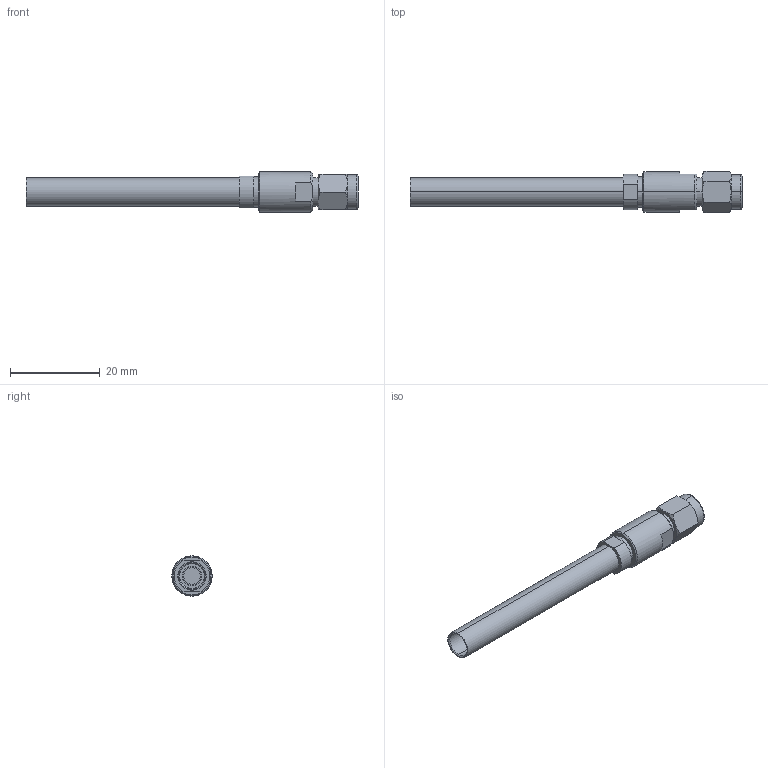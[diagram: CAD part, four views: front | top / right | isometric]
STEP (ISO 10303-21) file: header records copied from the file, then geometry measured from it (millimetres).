
FILE_DESCRIPTION (( 'STEP AP203' ), '1' );
FILE_NAME ('M-SP031.STEP', '2022-07-18T06:01:57', ( '' ), ( '' ), 'SwSTEP 2.0', 'SolidWorks 2018', '' );
FILE_SCHEMA (( 'CONFIG_CONTROL_DESIGN' ));
Length unit declared in the file: inch
Products named in the file (1): M-SP031
Bounding box: 74.07 x 9.15 x 8.97 mm (x, y, z)
Volume: 1532 mm3; surface area: 2962.6 mm2
Topology: 1 solids, 1 shells, 100 faces, 234 edges, 151 vertices
Faces by surface type: cylinder 52, plane 29, cone 15, torus 2, bspline 2
Entity records: 3662 total; most frequent: CARTESIAN_POINT 1372, ORIENTED_EDGE 468, DIRECTION 459, EDGE_CURVE 234, AXIS2_PLACEMENT_3D 188, VERTEX_POINT 151, EDGE_LOOP 115, ADVANCED_FACE 100
